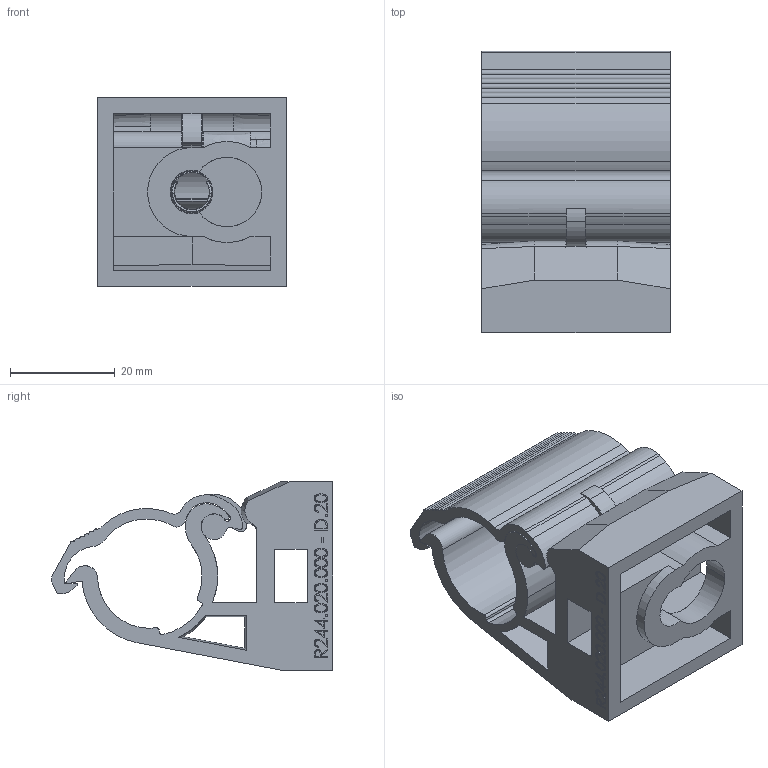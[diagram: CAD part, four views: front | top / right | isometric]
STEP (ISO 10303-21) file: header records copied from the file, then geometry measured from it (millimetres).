
FILE_DESCRIPTION (( 'STEP AP203' ), '1' );
FILE_NAME ('R244.020.000.step', '2013-11-19T11:09:28', ( 'Alusic' ), ( 'Alusic' ), 'SwSTEP 2.0', 'SolidWorks 2011', '' );
FILE_SCHEMA (( 'CONFIG_CONTROL_DESIGN' ));
Length unit declared in the file: millimetre
Products named in the file (1): R244.020.000
Bounding box: 36 x 53.83 x 36 mm (x, y, z)
Surface area: 18018.3 mm2 (no closed solid volume)
Topology: 0 solids, 2 shells, 497 faces, 1596 edges, 1078 vertices
Faces by surface type: bspline 210, plane 203, cylinder 75, cone 9
Entity records: 26300 total; most frequent: CARTESIAN_POINT 13864, ORIENTED_EDGE 2822, DIRECTION 1808, EDGE_CURVE 1596, VERTEX_POINT 1078, VECTOR 888, LINE 888, EDGE_LOOP 561
